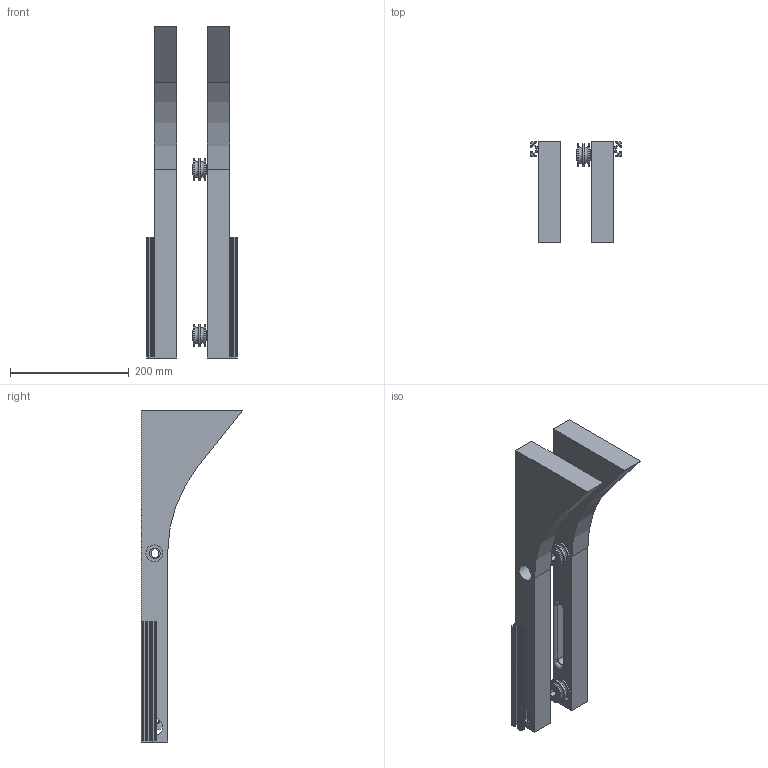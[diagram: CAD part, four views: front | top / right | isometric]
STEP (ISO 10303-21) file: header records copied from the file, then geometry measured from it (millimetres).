
FILE_DESCRIPTION(/* description */ (''),/* implementation_level */ '2;1');
FILE_NAME(/* name */ 'Solid Curve 3D Print v10.step',/* time_stamp */ '2020-01-25T20:15:07-08:00',/* author */ (''),/* organization */ (''),/* preprocessor_version */ 'ST-DEVELOPER v18',/* originating_system */ 'Autodesk Translation Framework v8.12.0.6',/* authorisation */ '');
FILE_SCHEMA (('AUTOMOTIVE_DESIGN { 1 0 10303 214 3 1 1 }'));
Length unit declared in the file: inch
Products named in the file (3): Solid Curve 3D Print; 80/20 1010 x 8; Polycord Roller WCP-0097 Rev1
Assembly tree (4 placements, depth 2):
  Solid Curve 3D Print
    80/20 1010 x 8  x2
    Polycord Roller WCP-0097 Rev1  x2
Bounding box: 152.4 x 170.88 x 558.8 mm (x, y, z)
Volume: 2667625.9 mm3; surface area: 374497.4 mm2
Topology: 6 solids, 6 shells, 293 faces, 818 edges, 549 vertices
Faces by surface type: plane 147, cylinder 134, torus 12
Full cylindrical faces by diameter (mm): 5.207 x2, 17.78 x4, 28.575 x4, 38.1 x6
Entity records: 5715 total; most frequent: DIRECTION 1020, CARTESIAN_POINT 991, ORIENTED_EDGE 950, EDGE_CURVE 475, AXIS2_PLACEMENT_3D 369, VERTEX_POINT 316, LINE 282, VECTOR 282
